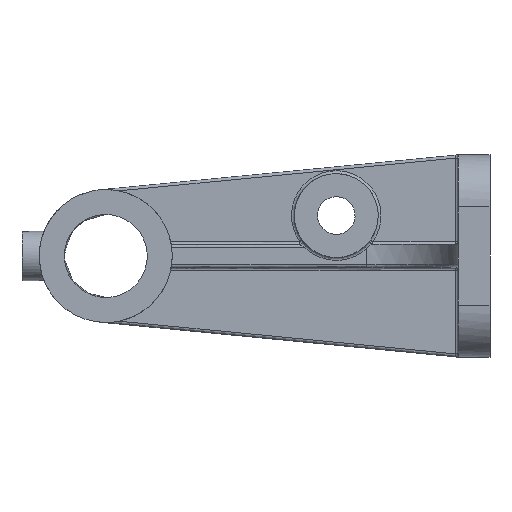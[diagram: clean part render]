
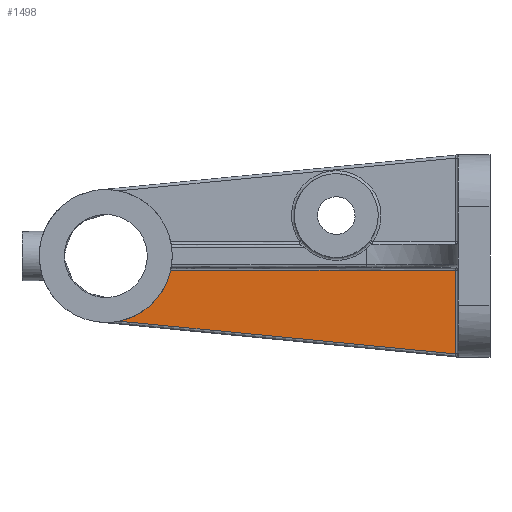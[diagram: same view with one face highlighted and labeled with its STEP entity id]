
A CAD part, left-side view. The second image highlights one B-rep face of the part: STEP entity #1498.
In plain terms, the highlighted free-form (B-spline) face has degree [1, 1] with [2, 2] control points.
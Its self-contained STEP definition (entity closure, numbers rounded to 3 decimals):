
#1498 = ADVANCED_FACE('',(#1499),#1530,.F.);
#1499 = FACE_BOUND('',#1500,.T.);
#1500 = EDGE_LOOP('',(#1501,#1510,#1517,#1524));
#1501 = ORIENTED_EDGE('',*,*,#1502,.T.);
#1502 = EDGE_CURVE('',#1503,#1505,#1507,.T.);
#1503 = VERTEX_POINT('',#1504);
#1504 = CARTESIAN_POINT('',(-4.468,143.48,
    -25.184));
#1505 = VERTEX_POINT('',#1506);
#1506 = CARTESIAN_POINT('',(-4.468,13.403,
    -37.862));
#1507 = B_SPLINE_CURVE_WITH_KNOTS('',1,(#1508,#1509),.UNSPECIFIED.,.F.,
  .F.,(2,2),(-125.665,-8.655),.PIECEWISE_BEZIER_KNOTS.);
#1508 = CARTESIAN_POINT('',(-4.468,143.48,
    -25.184));
#1509 = CARTESIAN_POINT('',(-4.468,13.403,
    -37.862));
#1510 = ORIENTED_EDGE('',*,*,#1511,.T.);
#1511 = EDGE_CURVE('',#1505,#1512,#1514,.T.);
#1512 = VERTEX_POINT('',#1513);
#1513 = CARTESIAN_POINT('',(-4.468,13.403,
    -5.585));
#1514 = B_SPLINE_CURVE_WITH_KNOTS('',1,(#1515,#1516),.UNSPECIFIED.,.F.,
  .F.,(2,2),(-28.898,0.),.PIECEWISE_BEZIER_KNOTS.);
#1515 = CARTESIAN_POINT('',(-4.468,13.403,
    -37.862));
#1516 = CARTESIAN_POINT('',(-4.468,13.403,
    -5.585));
#1517 = ORIENTED_EDGE('',*,*,#1518,.T.);
#1518 = EDGE_CURVE('',#1512,#1519,#1521,.T.);
#1519 = VERTEX_POINT('',#1520);
#1520 = CARTESIAN_POINT('',(-4.468,123.478,
    -5.585));
#1521 = B_SPLINE_CURVE_WITH_KNOTS('',1,(#1522,#1523),.UNSPECIFIED.,.F.,
  .F.,(2,2),(-98.35,0.2),.PIECEWISE_BEZIER_KNOTS.);
#1522 = CARTESIAN_POINT('',(-4.468,13.403,
    -5.585));
#1523 = CARTESIAN_POINT('',(-4.468,123.478,
    -5.585));
#1524 = ORIENTED_EDGE('',*,*,#1525,.T.);
#1525 = EDGE_CURVE('',#1519,#1503,#1526,.T.);
#1526 = ( BOUNDED_CURVE() B_SPLINE_CURVE(2,(#1527,#1528,#1529),
.UNSPECIFIED.,.F.,.F.) B_SPLINE_CURVE_WITH_KNOTS((3,3),(4.932,
6.084),.PIECEWISE_BEZIER_KNOTS.) CURVE() 
GEOMETRIC_REPRESENTATION_ITEM() RATIONAL_B_SPLINE_CURVE((1.,
0.838,1.)) REPRESENTATION_ITEM('') );
#1527 = CARTESIAN_POINT('',(-4.468,123.478,
    -5.585));
#1528 = CARTESIAN_POINT('',(-4.468,127.109,
    -21.886));
#1529 = CARTESIAN_POINT('',(-4.468,143.48,
    -25.184));
#1530 = B_SPLINE_SURFACE_WITH_KNOTS('',1,1,(
    (#1531,#1532)
    ,(#1533,#1534
    )),.UNSPECIFIED.,.F.,.F.,.F.,(2,2),(2,2),(5.,33.898),(12.,
    128.458),.PIECEWISE_BEZIER_KNOTS.);
#1531 = CARTESIAN_POINT('',(-4.468,13.403,
    -5.585));
#1532 = CARTESIAN_POINT('',(-4.468,143.48,
    -5.585));
#1533 = CARTESIAN_POINT('',(-4.468,13.403,
    -37.862));
#1534 = CARTESIAN_POINT('',(-4.468,143.48,
    -37.862));
